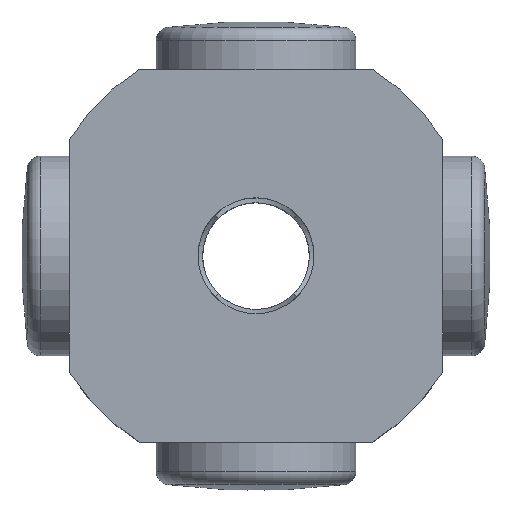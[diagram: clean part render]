
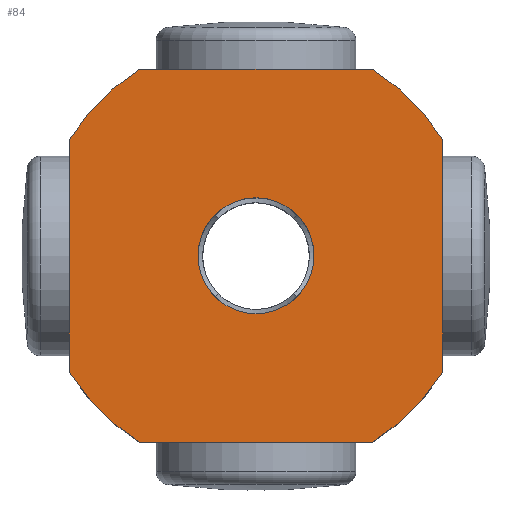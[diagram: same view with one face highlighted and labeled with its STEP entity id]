
A CAD part, top view. The second image highlights one B-rep face of the part: STEP entity #84.
In plain terms, the highlighted planar face has unit normal (0, 0, 1).
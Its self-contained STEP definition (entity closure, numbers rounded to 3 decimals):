
#84 = ADVANCED_FACE( '', ( #171, #172 ), #173, .F. );
#171 = FACE_BOUND( '', #345, .T. );
#172 = FACE_OUTER_BOUND( '', #346, .T. );
#173 = PLANE( '', #347 );
#345 = EDGE_LOOP( '', ( #555 ) );
#346 = EDGE_LOOP( '', ( #556, #557, #558, #559, #560, #561, #562, #563 ) );
#347 = AXIS2_PLACEMENT_3D( '', #564, #565, #566 );
#555 = ORIENTED_EDGE( '', *, *, #990, .T. );
#556 = ORIENTED_EDGE( '', *, *, #996, .F. );
#557 = ORIENTED_EDGE( '', *, *, #997, .F. );
#558 = ORIENTED_EDGE( '', *, *, #998, .F. );
#559 = ORIENTED_EDGE( '', *, *, #999, .F. );
#560 = ORIENTED_EDGE( '', *, *, #1000, .F. );
#561 = ORIENTED_EDGE( '', *, *, #1001, .F. );
#562 = ORIENTED_EDGE( '', *, *, #1002, .F. );
#563 = ORIENTED_EDGE( '', *, *, #1003, .F. );
#564 = CARTESIAN_POINT( '', ( 0., 0., 27.2 ) );
#565 = DIRECTION( '', ( 0., 0., -1. ) );
#566 = DIRECTION( '', ( -1., 0., 0. ) );
#990 = EDGE_CURVE( '', #1138, #1138, #1139, .T. );
#996 = EDGE_CURVE( '', #1148, #1149, #1150, .T. );
#997 = EDGE_CURVE( '', #1151, #1148, #1152, .T. );
#998 = EDGE_CURVE( '', #1153, #1151, #1154, .T. );
#999 = EDGE_CURVE( '', #1155, #1153, #1156, .T. );
#1000 = EDGE_CURVE( '', #1157, #1155, #1158, .T. );
#1001 = EDGE_CURVE( '', #1159, #1157, #1160, .T. );
#1002 = EDGE_CURVE( '', #1161, #1159, #1162, .T. );
#1003 = EDGE_CURVE( '', #1149, #1161, #1163, .T. );
#1138 = VERTEX_POINT( '', #1458 );
#1139 = CIRCLE( '', #1459, 4.35 );
#1148 = VERTEX_POINT( '', #1468 );
#1149 = VERTEX_POINT( '', #1469 );
#1150 = CIRCLE( '', #1470, 16.5 );
#1151 = VERTEX_POINT( '', #1471 );
#1152 = LINE( '', #1472, #1473 );
#1153 = VERTEX_POINT( '', #1474 );
#1154 = CIRCLE( '', #1475, 16.5 );
#1155 = VERTEX_POINT( '', #1476 );
#1156 = LINE( '', #1477, #1478 );
#1157 = VERTEX_POINT( '', #1479 );
#1158 = CIRCLE( '', #1480, 16.5 );
#1159 = VERTEX_POINT( '', #1481 );
#1160 = LINE( '', #1482, #1483 );
#1161 = VERTEX_POINT( '', #1484 );
#1162 = CIRCLE( '', #1485, 16.5 );
#1163 = LINE( '', #1486, #1487 );
#1458 = CARTESIAN_POINT( '', ( 0., -4.35, 27.2 ) );
#1459 = AXIS2_PLACEMENT_3D( '', #1762, #1763, #1764 );
#1468 = CARTESIAN_POINT( '', ( 8.732, 14., 27.2 ) );
#1469 = CARTESIAN_POINT( '', ( 14., 8.732, 27.2 ) );
#1470 = AXIS2_PLACEMENT_3D( '', #1780, #1781, #1782 );
#1471 = CARTESIAN_POINT( '', ( -8.732, 14., 27.2 ) );
#1472 = CARTESIAN_POINT( '', ( -8.732, 14., 27.2 ) );
#1473 = VECTOR( '', #1783, 1000. );
#1474 = CARTESIAN_POINT( '', ( -14., 8.732, 27.2 ) );
#1475 = AXIS2_PLACEMENT_3D( '', #1784, #1785, #1786 );
#1476 = CARTESIAN_POINT( '', ( -14., -8.732, 27.2 ) );
#1477 = CARTESIAN_POINT( '', ( -14., -8.732, 27.2 ) );
#1478 = VECTOR( '', #1787, 1000. );
#1479 = CARTESIAN_POINT( '', ( -8.732, -14., 27.2 ) );
#1480 = AXIS2_PLACEMENT_3D( '', #1788, #1789, #1790 );
#1481 = CARTESIAN_POINT( '', ( 8.732, -14., 27.2 ) );
#1482 = CARTESIAN_POINT( '', ( 8.732, -14., 27.2 ) );
#1483 = VECTOR( '', #1791, 1000. );
#1484 = CARTESIAN_POINT( '', ( 14., -8.732, 27.2 ) );
#1485 = AXIS2_PLACEMENT_3D( '', #1792, #1793, #1794 );
#1486 = CARTESIAN_POINT( '', ( 14., 8.732, 27.2 ) );
#1487 = VECTOR( '', #1795, 1000. );
#1762 = CARTESIAN_POINT( '', ( 0., 0., 27.2 ) );
#1763 = DIRECTION( '', ( 0., 0., -1. ) );
#1764 = DIRECTION( '', ( 0., -1., 0. ) );
#1780 = CARTESIAN_POINT( '', ( 0., 0., 27.2 ) );
#1781 = DIRECTION( '', ( 0., 0., -1. ) );
#1782 = DIRECTION( '', ( 1., 0., 0. ) );
#1783 = DIRECTION( '', ( 1., 0., 0. ) );
#1784 = CARTESIAN_POINT( '', ( 0., 0., 27.2 ) );
#1785 = DIRECTION( '', ( 0., 0., -1. ) );
#1786 = DIRECTION( '', ( 1., 0., 0. ) );
#1787 = DIRECTION( '', ( 0., 1., 0. ) );
#1788 = CARTESIAN_POINT( '', ( 0., 0., 27.2 ) );
#1789 = DIRECTION( '', ( 0., 0., -1. ) );
#1790 = DIRECTION( '', ( 1., 0., 0. ) );
#1791 = DIRECTION( '', ( -1., 0., 0. ) );
#1792 = CARTESIAN_POINT( '', ( 0., 0., 27.2 ) );
#1793 = DIRECTION( '', ( 0., 0., -1. ) );
#1794 = DIRECTION( '', ( 1., 0., 0. ) );
#1795 = DIRECTION( '', ( 0., -1., 0. ) );
